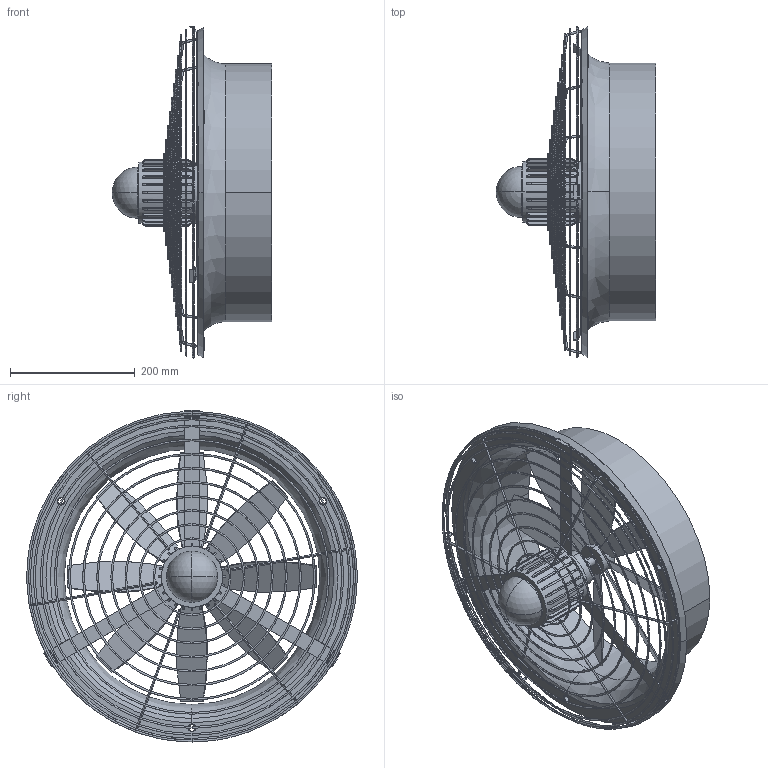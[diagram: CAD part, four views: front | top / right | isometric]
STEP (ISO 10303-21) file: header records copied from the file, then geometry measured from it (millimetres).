
FILE_DESCRIPTION (( 'STEP AP214' ), '1' );
FILE_NAME ('0094.0020.STEP', '2015-02-08T14:36:45', ( '' ), ( '' ), 'SwSTEP 2.0', 'SolidWorks 2013', '' );
FILE_SCHEMA (( 'AUTOMOTIVE_DESIGN' ));
Length unit declared in the file: millimetre
Products named in the file (1): 0094.0020
Bounding box: 256.4 x 530.4 x 532.77 mm (x, y, z)
Volume: 1742290.4 mm3; surface area: 842760.1 mm2
Topology: 1 solids, 1 shells, 670 faces, 1986 edges, 1282 vertices
Faces by surface type: bspline 252, plane 220, cylinder 120, torus 48, cone 24, sphere 6
Entity records: 37527 total; most frequent: CARTESIAN_POINT 13608, ORIENTED_EDGE 3964, DIRECTION 2765, EDGE_CURVE 1982, VERTEX_POINT 1282, AXIS2_PLACEMENT_3D 1031, EDGE_LOOP 788, VECTOR 703
